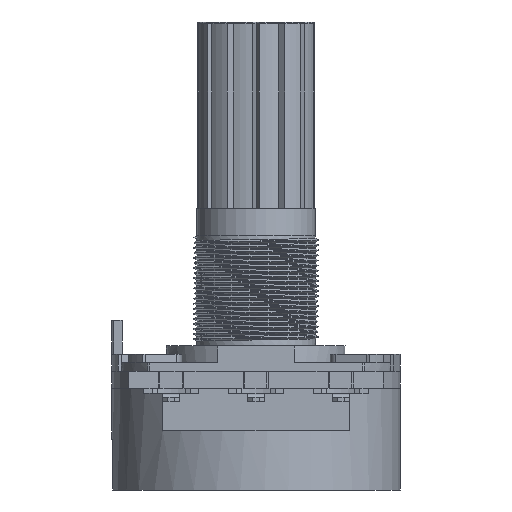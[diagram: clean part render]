
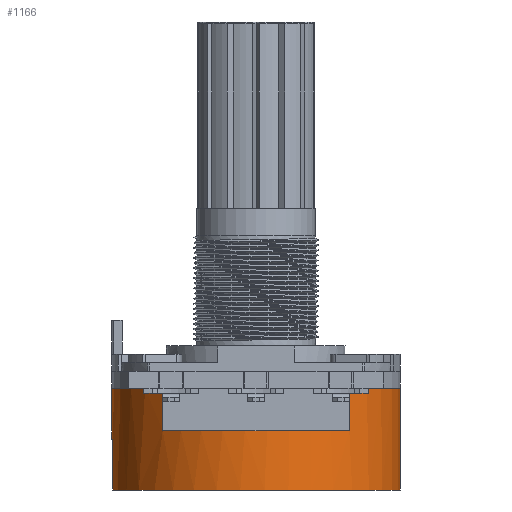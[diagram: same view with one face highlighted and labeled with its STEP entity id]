
A CAD part, front view. The second image highlights one B-rep face of the part: STEP entity #1166.
In plain terms, the highlighted cylindrical face has radius 8.5 mm (diameter 17 mm), a partial arc.
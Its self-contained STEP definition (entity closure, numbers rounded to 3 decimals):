
#281 = DIRECTION ( 'NONE',  ( 0., 0., 1. ) ) ;
#855 = CARTESIAN_POINT ( 'NONE',  ( 5.5, -6.481, 3.5 ) ) ;
#1166 = ADVANCED_FACE ( 'NONE', ( #5751 ), #18632, .T. ) ;
#1630 = AXIS2_PLACEMENT_3D ( 'NONE', #11207, #17743, #9619 ) ;
#1972 = EDGE_CURVE ( 'NONE', #8438, #3792, #17382, .T. ) ;
#2310 = VECTOR ( 'NONE', #11265, 1000. ) ;
#2529 = EDGE_CURVE ( 'NONE', #6776, #10731, #19503, .T. ) ;
#2728 = ORIENTED_EDGE ( 'NONE', *, *, #3162, .T. ) ;
#2787 = DIRECTION ( 'NONE',  ( 1., 0., 0. ) ) ;
#3010 = CIRCLE ( 'NONE', #18854, 8.5 ) ;
#3162 = EDGE_CURVE ( 'NONE', #6933, #8905, #14135, .T. ) ;
#3183 = DIRECTION ( 'NONE',  ( 0., 0., -1. ) ) ;
#3225 = CARTESIAN_POINT ( 'NONE',  ( -8.441, -1., 3. ) ) ;
#3792 = VERTEX_POINT ( 'NONE', #4430 ) ;
#4259 = CARTESIAN_POINT ( 'NONE',  ( -8.441, -1., 0. ) ) ;
#4430 = CARTESIAN_POINT ( 'NONE',  ( 5.5, -6.481, 6. ) ) ;
#4723 = CIRCLE ( 'NONE', #14500, 8.5 ) ;
#4783 = DIRECTION ( 'NONE',  ( 0., 0., 1. ) ) ;
#5183 = EDGE_CURVE ( 'NONE', #9265, #8438, #19995, .T. ) ;
#5300 = CARTESIAN_POINT ( 'NONE',  ( -8.5, 0., 3. ) ) ;
#5394 = ORIENTED_EDGE ( 'NONE', *, *, #5183, .F. ) ;
#5751 = FACE_OUTER_BOUND ( 'NONE', #15215, .T. ) ;
#5765 = CARTESIAN_POINT ( 'NONE',  ( -8.441, -1., 3. ) ) ;
#5994 = DIRECTION ( 'NONE',  ( 1., 0., 0. ) ) ;
#6168 = VECTOR ( 'NONE', #18551, 1000. ) ;
#6776 = VERTEX_POINT ( 'NONE', #12505 ) ;
#6933 = VERTEX_POINT ( 'NONE', #5300 ) ;
#7273 = DIRECTION ( 'NONE',  ( 0., 0., 1. ) ) ;
#7567 = CARTESIAN_POINT ( 'NONE',  ( -5.5, -6.481, 6. ) ) ;
#7610 = EDGE_CURVE ( 'NONE', #10731, #9265, #12016, .T. ) ;
#7678 = VECTOR ( 'NONE', #13591, 1000. ) ;
#7873 = CARTESIAN_POINT ( 'NONE',  ( -8.5, 0., 6. ) ) ;
#7951 = CARTESIAN_POINT ( 'NONE',  ( 0., 0., 3. ) ) ;
#8438 = VERTEX_POINT ( 'NONE', #855 ) ;
#8905 = VERTEX_POINT ( 'NONE', #3225 ) ;
#9021 = CARTESIAN_POINT ( 'NONE',  ( 0., 0., 0. ) ) ;
#9035 = VECTOR ( 'NONE', #12226, 1000. ) ;
#9265 = VERTEX_POINT ( 'NONE', #19636 ) ;
#9619 = DIRECTION ( 'NONE',  ( 1., 0., 0. ) ) ;
#9648 = DIRECTION ( 'NONE',  ( 1., 0., 0. ) ) ;
#10012 = CARTESIAN_POINT ( 'NONE',  ( 8.5, 0., 0. ) ) ;
#10530 = CARTESIAN_POINT ( 'NONE',  ( -5.5, -6.481, 6. ) ) ;
#10731 = VERTEX_POINT ( 'NONE', #7567 ) ;
#10762 = CARTESIAN_POINT ( 'NONE',  ( 0., 0., 6. ) ) ;
#10900 = AXIS2_PLACEMENT_3D ( 'NONE', #14740, #281, #19697 ) ;
#11013 = AXIS2_PLACEMENT_3D ( 'NONE', #7951, #4783, #9648 ) ;
#11207 = CARTESIAN_POINT ( 'NONE',  ( 0., 0., 6. ) ) ;
#11265 = DIRECTION ( 'NONE',  ( 0., 0., -1. ) ) ;
#11329 = CARTESIAN_POINT ( 'NONE',  ( 8.5, 0., 6. ) ) ;
#12016 = LINE ( 'NONE', #10530, #6168 ) ;
#12226 = DIRECTION ( 'NONE',  ( 0., 0., 1. ) ) ;
#12409 = CARTESIAN_POINT ( 'NONE',  ( 0., 0., 6. ) ) ;
#12505 = CARTESIAN_POINT ( 'NONE',  ( -8.5, 0., 6. ) ) ;
#12849 = LINE ( 'NONE', #7873, #2310 ) ;
#13505 = EDGE_CURVE ( 'NONE', #19362, #16600, #15002, .T. ) ;
#13591 = DIRECTION ( 'NONE',  ( 0., 0., -1. ) ) ;
#13617 = ORIENTED_EDGE ( 'NONE', *, *, #1972, .F. ) ;
#13968 = ORIENTED_EDGE ( 'NONE', *, *, #18589, .T. ) ;
#14135 = CIRCLE ( 'NONE', #11013, 8.5 ) ;
#14500 = AXIS2_PLACEMENT_3D ( 'NONE', #10762, #7273, #5994 ) ;
#14740 = CARTESIAN_POINT ( 'NONE',  ( 0., 0., 3.5 ) ) ;
#15002 = LINE ( 'NONE', #18273, #19452 ) ;
#15092 = ORIENTED_EDGE ( 'NONE', *, *, #2529, .F. ) ;
#15143 = ORIENTED_EDGE ( 'NONE', *, *, #20063, .F. ) ;
#15198 = ORIENTED_EDGE ( 'NONE', *, *, #16821, .T. ) ;
#15215 = EDGE_LOOP ( 'NONE', ( #16621, #15143, #13617, #5394, #16385, #15092, #15812, #2728, #15198, #13968 ) ) ;
#15342 = EDGE_CURVE ( 'NONE', #6776, #6933, #12849, .T. ) ;
#15804 = CARTESIAN_POINT ( 'NONE',  ( 5.5, -6.481, 6. ) ) ;
#15812 = ORIENTED_EDGE ( 'NONE', *, *, #15342, .T. ) ;
#16087 = AXIS2_PLACEMENT_3D ( 'NONE', #12409, #3183, #17251 ) ;
#16178 = VERTEX_POINT ( 'NONE', #4259 ) ;
#16385 = ORIENTED_EDGE ( 'NONE', *, *, #7610, .F. ) ;
#16600 = VERTEX_POINT ( 'NONE', #10012 ) ;
#16621 = ORIENTED_EDGE ( 'NONE', *, *, #13505, .F. ) ;
#16821 = EDGE_CURVE ( 'NONE', #8905, #16178, #16956, .T. ) ;
#16956 = LINE ( 'NONE', #5765, #7678 ) ;
#17251 = DIRECTION ( 'NONE',  ( -1., 0., 0. ) ) ;
#17353 = DIRECTION ( 'NONE',  ( 0., 0., 1. ) ) ;
#17382 = LINE ( 'NONE', #15804, #9035 ) ;
#17743 = DIRECTION ( 'NONE',  ( 0., 0., 1. ) ) ;
#18273 = CARTESIAN_POINT ( 'NONE',  ( 8.5, 0., 6. ) ) ;
#18551 = DIRECTION ( 'NONE',  ( 0., 0., -1. ) ) ;
#18589 = EDGE_CURVE ( 'NONE', #16178, #16600, #3010, .T. ) ;
#18632 = CYLINDRICAL_SURFACE ( 'NONE', #16087, 8.5 ) ;
#18854 = AXIS2_PLACEMENT_3D ( 'NONE', #9021, #17353, #2787 ) ;
#19362 = VERTEX_POINT ( 'NONE', #11329 ) ;
#19452 = VECTOR ( 'NONE', #20054, 1000. ) ;
#19503 = CIRCLE ( 'NONE', #1630, 8.5 ) ;
#19636 = CARTESIAN_POINT ( 'NONE',  ( -5.5, -6.481, 3.5 ) ) ;
#19697 = DIRECTION ( 'NONE',  ( 1., 0., 0. ) ) ;
#19995 = CIRCLE ( 'NONE', #10900, 8.5 ) ;
#20054 = DIRECTION ( 'NONE',  ( 0., 0., -1. ) ) ;
#20063 = EDGE_CURVE ( 'NONE', #3792, #19362, #4723, .T. ) ;
